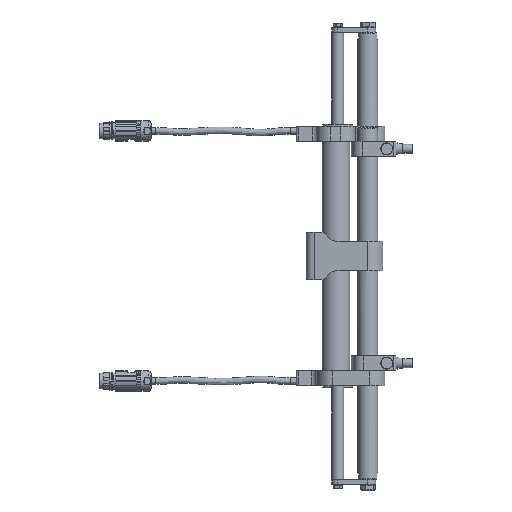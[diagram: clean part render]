
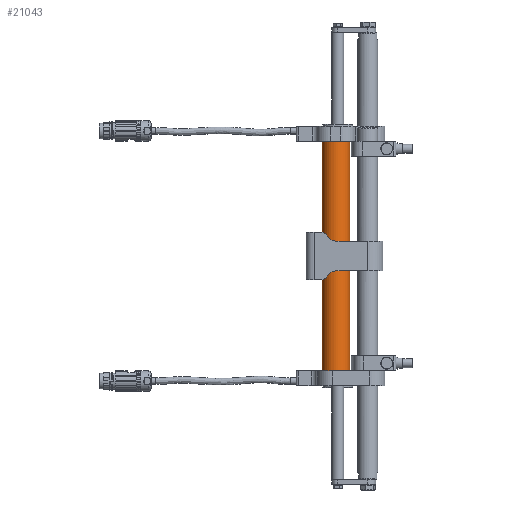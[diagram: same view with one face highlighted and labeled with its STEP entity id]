
A CAD part, left-side view. The second image highlights one B-rep face of the part: STEP entity #21043.
In plain terms, the highlighted cylindrical face has radius 14 mm (diameter 28 mm), a full revolution.
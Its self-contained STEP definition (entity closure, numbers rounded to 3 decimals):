
#938 = VERTEX_POINT ( 'NONE', #24399 ) ;
#3061 = EDGE_CURVE ( 'NONE', #20106, #20106, #17959, .T. ) ;
#3582 = EDGE_LOOP ( 'NONE', ( #31632 ) ) ;
#5673 = FACE_OUTER_BOUND ( 'NONE', #68420, .T. ) ;
#5889 = DIRECTION ( 'NONE',  ( -1., 0., 0. ) ) ;
#7172 = AXIS2_PLACEMENT_3D ( 'NONE', #18188, #5889, #41653 ) ;
#9322 = DIRECTION ( 'NONE',  ( 0., 0., 1. ) ) ;
#15453 = CARTESIAN_POINT ( 'NONE',  ( 248., 0., 0. ) ) ;
#17959 = CIRCLE ( 'NONE', #67110, 14. ) ;
#18188 = CARTESIAN_POINT ( 'NONE',  ( 12., 0., 0. ) ) ;
#20106 = VERTEX_POINT ( 'NONE', #26238 ) ;
#21043 = ADVANCED_FACE ( 'NONE', ( #58384, #5673 ), #59514, .T. ) ;
#24399 = CARTESIAN_POINT ( 'NONE',  ( 12., 0., 14. ) ) ;
#26238 = CARTESIAN_POINT ( 'NONE',  ( 248., 0., 14. ) ) ;
#29159 = CARTESIAN_POINT ( 'NONE',  ( 0., 0., 0. ) ) ;
#31632 = ORIENTED_EDGE ( 'NONE', *, *, #3061, .T. ) ;
#33540 = DIRECTION ( 'NONE',  ( -1., 0., 0. ) ) ;
#41653 = DIRECTION ( 'NONE',  ( 0., 0., 1. ) ) ;
#46836 = DIRECTION ( 'NONE',  ( -1., 0., 0. ) ) ;
#58384 = FACE_OUTER_BOUND ( 'NONE', #3582, .T. ) ;
#58764 = DIRECTION ( 'NONE',  ( 0., 0., 1. ) ) ;
#59514 = CYLINDRICAL_SURFACE ( 'NONE', #67978, 14. ) ;
#63466 = EDGE_CURVE ( 'NONE', #938, #938, #69818, .T. ) ;
#67110 = AXIS2_PLACEMENT_3D ( 'NONE', #15453, #33540, #9322 ) ;
#67978 = AXIS2_PLACEMENT_3D ( 'NONE', #29159, #46836, #58764 ) ;
#68020 = ORIENTED_EDGE ( 'NONE', *, *, #63466, .F. ) ;
#68420 = EDGE_LOOP ( 'NONE', ( #68020 ) ) ;
#69818 = CIRCLE ( 'NONE', #7172, 14. ) ;
